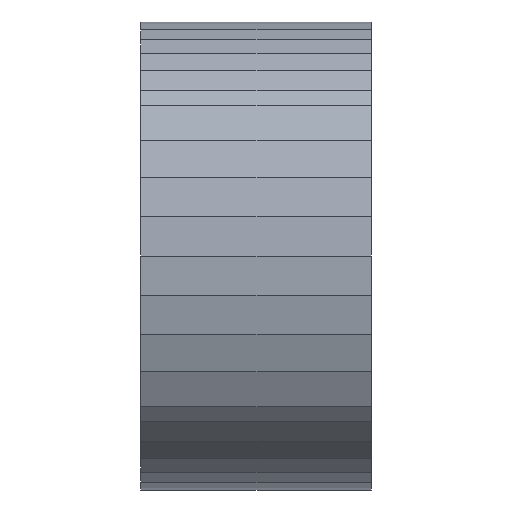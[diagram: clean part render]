
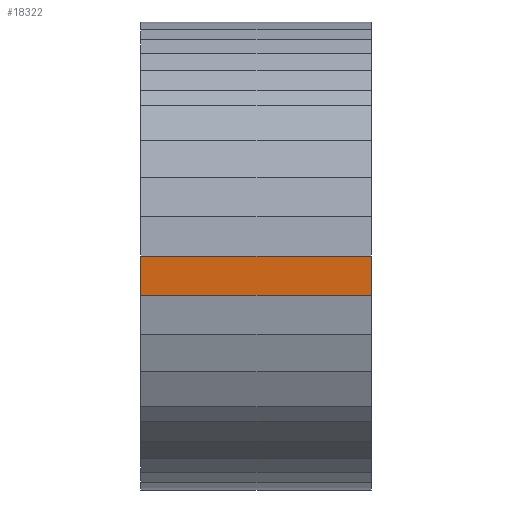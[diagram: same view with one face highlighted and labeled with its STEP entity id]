
A CAD part, front view. The second image highlights one B-rep face of the part: STEP entity #18322.
In plain terms, the highlighted planar face has unit normal (0, -0.998, -0.065).
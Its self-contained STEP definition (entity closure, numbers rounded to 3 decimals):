
#4804 = PLANE('',#4805);
#4805 = AXIS2_PLACEMENT_3D('',#4806,#4807,#4808);
#4806 = CARTESIAN_POINT('',(-17000.,19269.065,
    -11124.992));
#4807 = DIRECTION('',(-1.,0.,0.));
#4808 = DIRECTION('',(0.,-1.,0.));
#6104 = VERTEX_POINT('',#6105);
#6105 = CARTESIAN_POINT('',(-17000.,-2790.58,
    -14029.2));
#6119 = PLANE('',#6120);
#6120 = AXIS2_PLACEMENT_3D('',#6121,#6122,#6123);
#6121 = CARTESIAN_POINT('',(-8500.,-2506.68,
    -15456.45));
#6122 = DIRECTION('',(0.,-0.981,-0.195
    ));
#6123 = DIRECTION('',(0.,0.195,-0.981)
  );
#6131 = EDGE_CURVE('',#6104,#6132,#6134,.T.);
#6132 = VERTEX_POINT('',#6133);
#6133 = CARTESIAN_POINT('',(-17000.,-2980.93,-11125.));
#6134 = SURFACE_CURVE('',#6135,(#6139,#6146),.PCURVE_S1.);
#6135 = LINE('',#6136,#6137);
#6136 = CARTESIAN_POINT('',(-17000.,-2790.58,
    -14029.2));
#6137 = VECTOR('',#6138,1.);
#6138 = DIRECTION('',(0.,-0.065,0.998));
#6139 = PCURVE('',#4804,#6140);
#6140 = DEFINITIONAL_REPRESENTATION('',(#6141),#6145);
#6141 = LINE('',#6142,#6143);
#6142 = CARTESIAN_POINT('',(22059.645,-2904.209));
#6143 = VECTOR('',#6144,1.);
#6144 = DIRECTION('',(0.065,0.998));
#6145 = ( GEOMETRIC_REPRESENTATION_CONTEXT(2) 
PARAMETRIC_REPRESENTATION_CONTEXT() REPRESENTATION_CONTEXT('2D SPACE',''
  ) );
#6146 = PCURVE('',#6147,#6152);
#6147 = PLANE('',#6148);
#6148 = AXIS2_PLACEMENT_3D('',#6149,#6150,#6151);
#6149 = CARTESIAN_POINT('',(-8500.,-2885.755,
    -12577.1));
#6150 = DIRECTION('',(0.,-0.998,
    -0.065));
#6151 = DIRECTION('',(0.,0.065,-0.998));
#6152 = DEFINITIONAL_REPRESENTATION('',(#6153),#6157);
#6153 = LINE('',#6154,#6155);
#6154 = CARTESIAN_POINT('',(1455.216,-8500.));
#6155 = VECTOR('',#6156,1.);
#6156 = DIRECTION('',(-1.,0.));
#6157 = ( GEOMETRIC_REPRESENTATION_CONTEXT(2) 
PARAMETRIC_REPRESENTATION_CONTEXT() REPRESENTATION_CONTEXT('2D SPACE',''
  ) );
#6175 = PLANE('',#6176);
#6176 = AXIS2_PLACEMENT_3D('',#6177,#6178,#6179);
#6177 = CARTESIAN_POINT('',(-8500.,-2885.755,
    -9672.895));
#6178 = DIRECTION('',(0.,-0.998,
    0.065));
#6179 = DIRECTION('',(0.,-0.065,-0.998));
#9914 = PLANE('',#9915);
#9915 = AXIS2_PLACEMENT_3D('',#9916,#9917,#9918);
#9916 = CARTESIAN_POINT('',(0.,19269.065,
    -11124.992));
#9917 = DIRECTION('',(1.,0.,0.));
#9918 = DIRECTION('',(0.,0.,1.));
#12423 = VERTEX_POINT('',#12424);
#12424 = CARTESIAN_POINT('',(0.,-2980.93,
    -11125.));
#12445 = EDGE_CURVE('',#12423,#12446,#12448,.T.);
#12446 = VERTEX_POINT('',#12447);
#12447 = CARTESIAN_POINT('',(0.,-2790.58,
    -14029.2));
#12448 = SURFACE_CURVE('',#12449,(#12453,#12460),.PCURVE_S1.);
#12449 = LINE('',#12450,#12451);
#12450 = CARTESIAN_POINT('',(0.,-2980.93,
    -11125.));
#12451 = VECTOR('',#12452,1.);
#12452 = DIRECTION('',(0.,0.065,
    -0.998));
#12453 = PCURVE('',#9914,#12454);
#12454 = DEFINITIONAL_REPRESENTATION('',(#12455),#12459);
#12455 = LINE('',#12456,#12457);
#12456 = CARTESIAN_POINT('',(-0.008,22249.995));
#12457 = VECTOR('',#12458,1.);
#12458 = DIRECTION('',(-0.998,-0.065));
#12459 = ( GEOMETRIC_REPRESENTATION_CONTEXT(2) 
PARAMETRIC_REPRESENTATION_CONTEXT() REPRESENTATION_CONTEXT('2D SPACE',''
  ) );
#12460 = PCURVE('',#6147,#12461);
#12461 = DEFINITIONAL_REPRESENTATION('',(#12462),#12466);
#12462 = LINE('',#12463,#12464);
#12463 = CARTESIAN_POINT('',(-1455.216,8500.));
#12464 = VECTOR('',#12465,1.);
#12465 = DIRECTION('',(1.,0.));
#12466 = ( GEOMETRIC_REPRESENTATION_CONTEXT(2) 
PARAMETRIC_REPRESENTATION_CONTEXT() REPRESENTATION_CONTEXT('2D SPACE',''
  ) );
#15729 = EDGE_CURVE('',#12446,#6104,#15730,.T.);
#15730 = SURFACE_CURVE('',#15731,(#15735,#15742),.PCURVE_S1.);
#15731 = LINE('',#15732,#15733);
#15732 = CARTESIAN_POINT('',(0.,-2790.58,
    -14029.2));
#15733 = VECTOR('',#15734,1.);
#15734 = DIRECTION('',(-1.,0.,0.));
#15735 = PCURVE('',#6119,#15736);
#15736 = DEFINITIONAL_REPRESENTATION('',(#15737),#15741);
#15737 = LINE('',#15738,#15739);
#15738 = CARTESIAN_POINT('',(-1455.211,8500.));
#15739 = VECTOR('',#15740,1.);
#15740 = DIRECTION('',(0.,-1.));
#15741 = ( GEOMETRIC_REPRESENTATION_CONTEXT(2) 
PARAMETRIC_REPRESENTATION_CONTEXT() REPRESENTATION_CONTEXT('2D SPACE',''
  ) );
#15742 = PCURVE('',#6147,#15743);
#15743 = DEFINITIONAL_REPRESENTATION('',(#15744),#15748);
#15744 = LINE('',#15745,#15746);
#15745 = CARTESIAN_POINT('',(1455.216,8500.));
#15746 = VECTOR('',#15747,1.);
#15747 = DIRECTION('',(0.,-1.));
#15748 = ( GEOMETRIC_REPRESENTATION_CONTEXT(2) 
PARAMETRIC_REPRESENTATION_CONTEXT() REPRESENTATION_CONTEXT('2D SPACE',''
  ) );
#18322 = ADVANCED_FACE('',(#18323),#6147,.T.);
#18323 = FACE_BOUND('',#18324,.T.);
#18324 = EDGE_LOOP('',(#18325,#18326,#18327,#18328));
#18325 = ORIENTED_EDGE('',*,*,#6131,.F.);
#18326 = ORIENTED_EDGE('',*,*,#15729,.F.);
#18327 = ORIENTED_EDGE('',*,*,#12445,.F.);
#18328 = ORIENTED_EDGE('',*,*,#18329,.T.);
#18329 = EDGE_CURVE('',#12423,#6132,#18330,.T.);
#18330 = SURFACE_CURVE('',#18331,(#18335,#18342),.PCURVE_S1.);
#18331 = LINE('',#18332,#18333);
#18332 = CARTESIAN_POINT('',(0.,-2980.93,
    -11125.));
#18333 = VECTOR('',#18334,1.);
#18334 = DIRECTION('',(-1.,0.,0.));
#18335 = PCURVE('',#6147,#18336);
#18336 = DEFINITIONAL_REPRESENTATION('',(#18337),#18341);
#18337 = LINE('',#18338,#18339);
#18338 = CARTESIAN_POINT('',(-1455.216,8500.));
#18339 = VECTOR('',#18340,1.);
#18340 = DIRECTION('',(0.,-1.));
#18341 = ( GEOMETRIC_REPRESENTATION_CONTEXT(2) 
PARAMETRIC_REPRESENTATION_CONTEXT() REPRESENTATION_CONTEXT('2D SPACE',''
  ) );
#18342 = PCURVE('',#6175,#18343);
#18343 = DEFINITIONAL_REPRESENTATION('',(#18344),#18348);
#18344 = LINE('',#18345,#18346);
#18345 = CARTESIAN_POINT('',(1455.221,8500.));
#18346 = VECTOR('',#18347,1.);
#18347 = DIRECTION('',(0.,-1.));
#18348 = ( GEOMETRIC_REPRESENTATION_CONTEXT(2) 
PARAMETRIC_REPRESENTATION_CONTEXT() REPRESENTATION_CONTEXT('2D SPACE',''
  ) );
